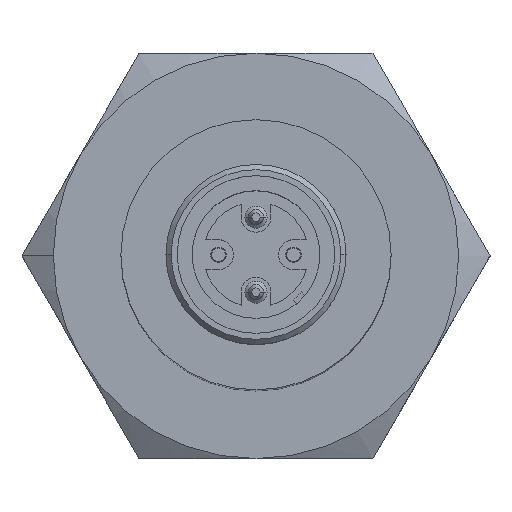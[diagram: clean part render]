
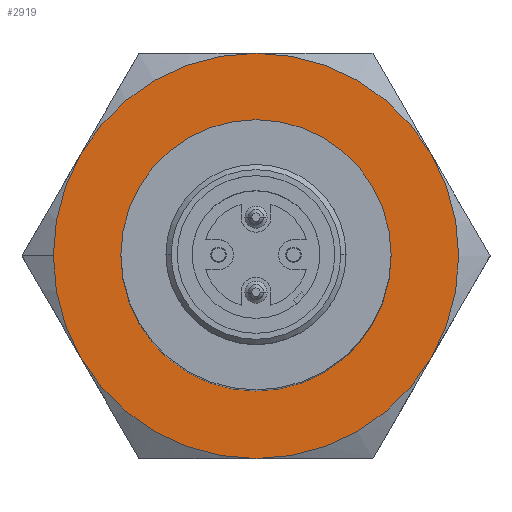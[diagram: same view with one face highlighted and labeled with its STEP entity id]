
A CAD part, top view. The second image highlights one B-rep face of the part: STEP entity #2919.
In plain terms, the highlighted planar face has unit normal (0, 0, 1).
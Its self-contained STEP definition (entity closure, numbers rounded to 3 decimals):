
#38 = CIRCLE ( 'NONE', #1833, 13.5 ) ;
#141 = AXIS2_PLACEMENT_3D ( 'NONE', #2536, #965, #2811 ) ;
#163 = CIRCLE ( 'NONE', #2347, 13.5 ) ;
#175 = CIRCLE ( 'NONE', #2828, 13.5 ) ;
#207 = DIRECTION ( 'NONE',  ( 0., 0., 1. ) ) ;
#208 = CARTESIAN_POINT ( 'NONE',  ( 0., 0., 16.9 ) ) ;
#211 = CIRCLE ( 'NONE', #1348, 9. ) ;
#229 = AXIS2_PLACEMENT_3D ( 'NONE', #522, #2348, #781 ) ;
#239 = PLANE ( 'NONE',  #229 ) ;
#286 = VERTEX_POINT ( 'NONE', #2760 ) ;
#302 = VERTEX_POINT ( 'NONE', #2769 ) ;
#304 = CARTESIAN_POINT ( 'NONE',  ( -9., 0., 16.9 ) ) ;
#389 = EDGE_CURVE ( 'NONE', #286, #2687, #1800, .T. ) ;
#391 = ORIENTED_EDGE ( 'NONE', *, *, #389, .T. ) ;
#462 = CARTESIAN_POINT ( 'NONE',  ( 11.691, 6.75, 16.9 ) ) ;
#471 = CARTESIAN_POINT ( 'NONE',  ( 0., 0., 16.9 ) ) ;
#488 = DIRECTION ( 'NONE',  ( 1., 0., 0. ) ) ;
#522 = CARTESIAN_POINT ( 'NONE',  ( 0., 0., 16.9 ) ) ;
#569 = EDGE_CURVE ( 'NONE', #3282, #302, #38, .T. ) ;
#736 = DIRECTION ( 'NONE',  ( 1., 0., 0. ) ) ;
#781 = DIRECTION ( 'NONE',  ( 1., 0., 0. ) ) ;
#812 = CARTESIAN_POINT ( 'NONE',  ( 0., 0., 16.9 ) ) ;
#824 = DIRECTION ( 'NONE',  ( 0., 0., 1. ) ) ;
#837 = DIRECTION ( 'NONE',  ( 0., 0., 1. ) ) ;
#890 = CIRCLE ( 'NONE', #3187, 13.5 ) ;
#902 = VERTEX_POINT ( 'NONE', #3342 ) ;
#942 = EDGE_LOOP ( 'NONE', ( #3156, #2268 ) ) ;
#958 = EDGE_CURVE ( 'NONE', #2687, #902, #175, .T. ) ;
#965 = DIRECTION ( 'NONE',  ( 0., 0., 1. ) ) ;
#972 = CARTESIAN_POINT ( 'NONE',  ( 0., 0., 16.9 ) ) ;
#978 = EDGE_CURVE ( 'NONE', #2793, #3282, #890, .T. ) ;
#1021 = ORIENTED_EDGE ( 'NONE', *, *, #3036, .T. ) ;
#1073 = DIRECTION ( 'NONE',  ( 1., 0., 0. ) ) ;
#1129 = FACE_BOUND ( 'NONE', #942, .T. ) ;
#1229 = CARTESIAN_POINT ( 'NONE',  ( 11.691, -6.75, 16.9 ) ) ;
#1235 = DIRECTION ( 'NONE',  ( 1., 0., 0. ) ) ;
#1247 = DIRECTION ( 'NONE',  ( 0., 0., 1. ) ) ;
#1280 = VERTEX_POINT ( 'NONE', #1981 ) ;
#1309 = ORIENTED_EDGE ( 'NONE', *, *, #2086, .T. ) ;
#1325 = AXIS2_PLACEMENT_3D ( 'NONE', #208, #2059, #488 ) ;
#1348 = AXIS2_PLACEMENT_3D ( 'NONE', #812, #2653, #1073 ) ;
#1453 = CIRCLE ( 'NONE', #1325, 9. ) ;
#1629 = VERTEX_POINT ( 'NONE', #304 ) ;
#1641 = VERTEX_POINT ( 'NONE', #2420 ) ;
#1707 = ORIENTED_EDGE ( 'NONE', *, *, #978, .T. ) ;
#1740 = EDGE_CURVE ( 'NONE', #1629, #1641, #211, .T. ) ;
#1795 = CARTESIAN_POINT ( 'NONE',  ( 0., 0., 16.9 ) ) ;
#1800 = CIRCLE ( 'NONE', #2239, 13.5 ) ;
#1833 = AXIS2_PLACEMENT_3D ( 'NONE', #2390, #824, #2671 ) ;
#1953 = CIRCLE ( 'NONE', #141, 13.5 ) ;
#1981 = CARTESIAN_POINT ( 'NONE',  ( -11.691, 6.75, 16.9 ) ) ;
#2058 = DIRECTION ( 'NONE',  ( 1., 0., 0. ) ) ;
#2059 = DIRECTION ( 'NONE',  ( 0., 0., 1. ) ) ;
#2086 = EDGE_CURVE ( 'NONE', #1280, #286, #1953, .T. ) ;
#2097 = ORIENTED_EDGE ( 'NONE', *, *, #958, .T. ) ;
#2123 = ORIENTED_EDGE ( 'NONE', *, *, #569, .T. ) ;
#2239 = AXIS2_PLACEMENT_3D ( 'NONE', #972, #2817, #1235 ) ;
#2268 = ORIENTED_EDGE ( 'NONE', *, *, #2318, .F. ) ;
#2276 = AXIS2_PLACEMENT_3D ( 'NONE', #2833, #1247, #3089 ) ;
#2301 = DIRECTION ( 'NONE',  ( 0., 0., 1. ) ) ;
#2318 = EDGE_CURVE ( 'NONE', #1641, #1629, #1453, .T. ) ;
#2347 = AXIS2_PLACEMENT_3D ( 'NONE', #2409, #837, #2685 ) ;
#2348 = DIRECTION ( 'NONE',  ( 0., 0., 1. ) ) ;
#2390 = CARTESIAN_POINT ( 'NONE',  ( 0., 0., 16.9 ) ) ;
#2409 = CARTESIAN_POINT ( 'NONE',  ( 0., 0., 16.9 ) ) ;
#2420 = CARTESIAN_POINT ( 'NONE',  ( 9., 0., 16.9 ) ) ;
#2498 = CARTESIAN_POINT ( 'NONE',  ( -11.691, -6.75, 16.9 ) ) ;
#2516 = FACE_OUTER_BOUND ( 'NONE', #2850, .T. ) ;
#2536 = CARTESIAN_POINT ( 'NONE',  ( 0., 0., 16.9 ) ) ;
#2653 = DIRECTION ( 'NONE',  ( 0., 0., 1. ) ) ;
#2671 = DIRECTION ( 'NONE',  ( 1., 0., 0. ) ) ;
#2685 = DIRECTION ( 'NONE',  ( 1., 0., 0. ) ) ;
#2687 = VERTEX_POINT ( 'NONE', #2498 ) ;
#2760 = CARTESIAN_POINT ( 'NONE',  ( -13.5, 0., 16.9 ) ) ;
#2769 = CARTESIAN_POINT ( 'NONE',  ( 0., 13.5, 16.9 ) ) ;
#2771 = CIRCLE ( 'NONE', #2276, 13.5 ) ;
#2793 = VERTEX_POINT ( 'NONE', #1229 ) ;
#2811 = DIRECTION ( 'NONE',  ( 1., 0., 0. ) ) ;
#2817 = DIRECTION ( 'NONE',  ( 0., 0., 1. ) ) ;
#2828 = AXIS2_PLACEMENT_3D ( 'NONE', #471, #2301, #736 ) ;
#2833 = CARTESIAN_POINT ( 'NONE',  ( 0., 0., 16.9 ) ) ;
#2850 = EDGE_LOOP ( 'NONE', ( #1707, #2123, #1021, #1309, #391, #2097, #2945 ) ) ;
#2919 = ADVANCED_FACE ( 'NONE', ( #1129, #2516 ), #239, .T. ) ;
#2945 = ORIENTED_EDGE ( 'NONE', *, *, #3266, .T. ) ;
#3036 = EDGE_CURVE ( 'NONE', #302, #1280, #163, .T. ) ;
#3089 = DIRECTION ( 'NONE',  ( 1., 0., 0. ) ) ;
#3156 = ORIENTED_EDGE ( 'NONE', *, *, #1740, .F. ) ;
#3187 = AXIS2_PLACEMENT_3D ( 'NONE', #1795, #207, #2058 ) ;
#3266 = EDGE_CURVE ( 'NONE', #902, #2793, #2771, .T. ) ;
#3282 = VERTEX_POINT ( 'NONE', #462 ) ;
#3342 = CARTESIAN_POINT ( 'NONE',  ( 0., -13.5, 16.9 ) ) ;
